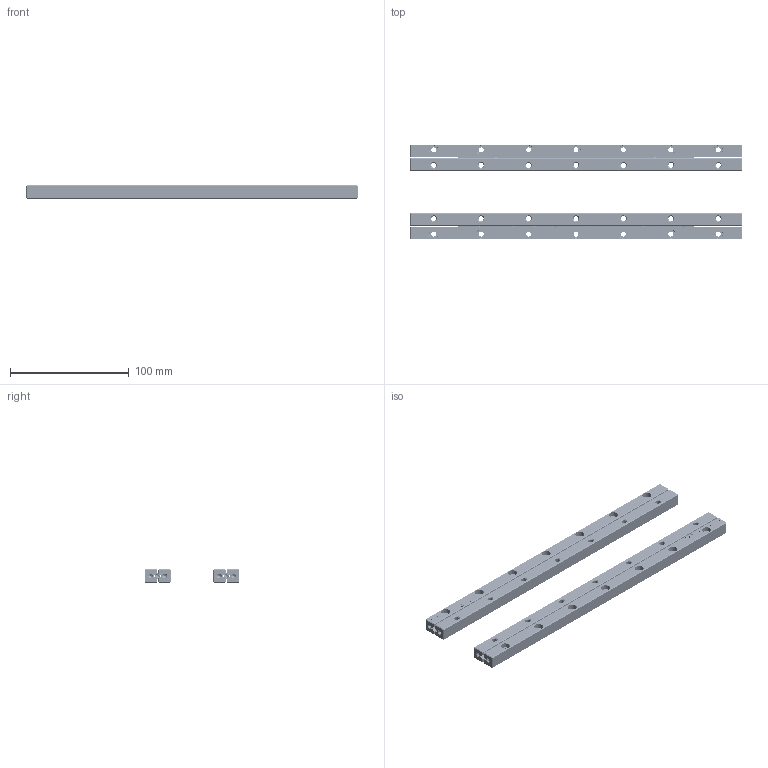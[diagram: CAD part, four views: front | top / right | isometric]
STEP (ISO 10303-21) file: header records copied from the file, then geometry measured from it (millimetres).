
FILE_DESCRIPTION(/* description */ (''),/* implementation_level */ '2;1');
FILE_NAME(/* name */ 'Set RSDE-4280x42KRE-ACC_stp.stp',/* time_stamp */ '2025-03-12T11:25:26+01:00',/* author */ (''),/* organization */ (''),/* preprocessor_version */ 'ST-DEVELOPER v16.7',/* originating_system */ 'SIEMENS PLM Software NX 12.0',/* authorisation */ '');
FILE_SCHEMA (('AUTOMOTIVE_DESIGN { 1 0 10303 214 3 1 1 1 }'));
Products named in the file (1): Set RSDE-4280x42KRE-ACC_stp
Bounding box: 280 x 80 x 11 mm (x, y, z)
Volume: 118392.9 mm3; surface area: 74396.4 mm2
Topology: 108 solids, 108 shells, 6952 faces, 19394 edges, 12738 vertices
Faces by surface type: plane 3708, cylinder 1856, torus 680, bspline 360, cone 256, extrusion 92
Full cylindrical faces by diameter (mm): 0.5 x368, 1.5 x8, 2 x84, 2.6 x8, 3.2 x8, 4 x84, 4.2 x28, 7.5 x28
Entity records: 235732 total; most frequent: CARTESIAN_POINT 51455, ORIENTED_EDGE 36416, DIRECTION 35394, EDGE_CURVE 18208, VERTEX_POINT 12428, AXIS2_PLACEMENT_3D 12017, VECTOR 11360, LINE 11268
